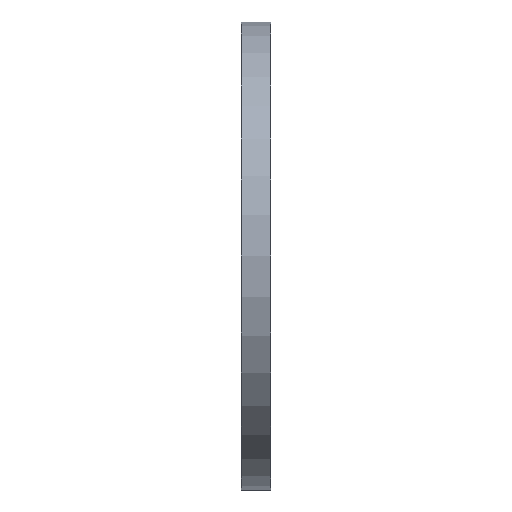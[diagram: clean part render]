
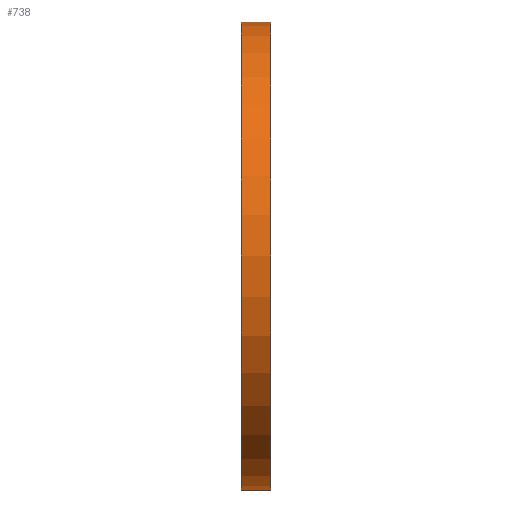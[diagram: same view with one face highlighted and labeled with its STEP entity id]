
A CAD part, front view. The second image highlights one B-rep face of the part: STEP entity #738.
In plain terms, the highlighted cylindrical face has radius 139.7 mm (diameter 279.4 mm), a partial arc.
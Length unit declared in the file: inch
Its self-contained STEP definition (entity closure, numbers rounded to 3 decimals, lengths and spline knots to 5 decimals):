
#236 = CARTESIAN_POINT ( 'NONE',  ( 0., 0., 0. ) ) ;
#244 = CYLINDRICAL_SURFACE ( 'NONE', #999, 5.5 ) ;
#248 = AXIS2_PLACEMENT_3D ( 'NONE', #286, #1303, #293 ) ;
#252 = CARTESIAN_POINT ( 'NONE',  ( 0.75, 0., 5.5 ) ) ;
#259 = FACE_OUTER_BOUND ( 'NONE', #604, .T. ) ;
#286 = CARTESIAN_POINT ( 'NONE',  ( 0.75, 0., 0. ) ) ;
#288 = VERTEX_POINT ( 'NONE', #905 ) ;
#293 = DIRECTION ( 'NONE',  ( 0., 0., 1. ) ) ;
#296 = CARTESIAN_POINT ( 'NONE',  ( 0., 0., 5.5 ) ) ;
#434 = VECTOR ( 'NONE', #557, 39.37008 ) ;
#445 = EDGE_CURVE ( 'NONE', #288, #743, #567, .T. ) ;
#557 = DIRECTION ( 'NONE',  ( -1., 0., 0. ) ) ;
#567 = CIRCLE ( 'NONE', #248, 5.5 ) ;
#596 = CARTESIAN_POINT ( 'NONE',  ( 0., 0., -5.5 ) ) ;
#604 = EDGE_LOOP ( 'NONE', ( #1302, #865, #1008, #926 ) ) ;
#638 = VERTEX_POINT ( 'NONE', #723 ) ;
#649 = EDGE_CURVE ( 'NONE', #1538, #638, #724, .T. ) ;
#656 = VECTOR ( 'NONE', #1605, 39.37008 ) ;
#682 = CARTESIAN_POINT ( 'NONE',  ( 0.0625, 0., -5.5 ) ) ;
#723 = CARTESIAN_POINT ( 'NONE',  ( 0.0625, 0., 5.5 ) ) ;
#724 = CIRCLE ( 'NONE', #828, 5.5 ) ;
#738 = ADVANCED_FACE ( 'NONE', ( #259 ), #244, .T. ) ;
#743 = VERTEX_POINT ( 'NONE', #252 ) ;
#746 = DIRECTION ( 'NONE',  ( -1., 0., 0. ) ) ;
#811 = LINE ( 'NONE', #296, #434 ) ;
#828 = AXIS2_PLACEMENT_3D ( 'NONE', #1237, #959, #1353 ) ;
#856 = DIRECTION ( 'NONE',  ( 0., 0., 1. ) ) ;
#865 = ORIENTED_EDGE ( 'NONE', *, *, #445, .T. ) ;
#905 = CARTESIAN_POINT ( 'NONE',  ( 0.75, 0., -5.5 ) ) ;
#926 = ORIENTED_EDGE ( 'NONE', *, *, #649, .F. ) ;
#959 = DIRECTION ( 'NONE',  ( -1., 0., 0. ) ) ;
#999 = AXIS2_PLACEMENT_3D ( 'NONE', #236, #746, #856 ) ;
#1008 = ORIENTED_EDGE ( 'NONE', *, *, #1509, .T. ) ;
#1094 = LINE ( 'NONE', #596, #656 ) ;
#1237 = CARTESIAN_POINT ( 'NONE',  ( 0.0625, 0., 0. ) ) ;
#1302 = ORIENTED_EDGE ( 'NONE', *, *, #1558, .F. ) ;
#1303 = DIRECTION ( 'NONE',  ( -1., 0., 0. ) ) ;
#1353 = DIRECTION ( 'NONE',  ( 0., 0., 1. ) ) ;
#1509 = EDGE_CURVE ( 'NONE', #743, #638, #811, .T. ) ;
#1538 = VERTEX_POINT ( 'NONE', #682 ) ;
#1558 = EDGE_CURVE ( 'NONE', #288, #1538, #1094, .T. ) ;
#1605 = DIRECTION ( 'NONE',  ( -1., 0., 0. ) ) ;
